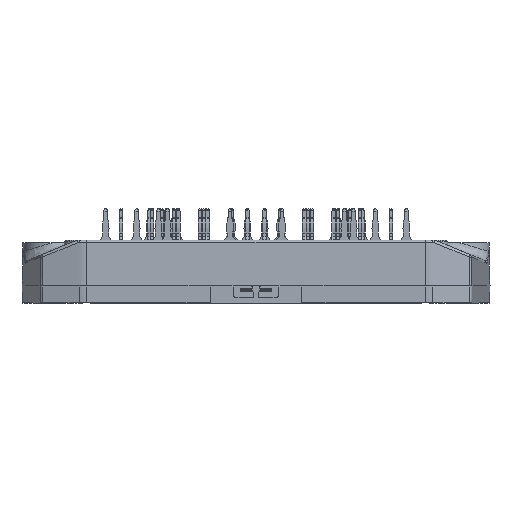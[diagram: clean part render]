
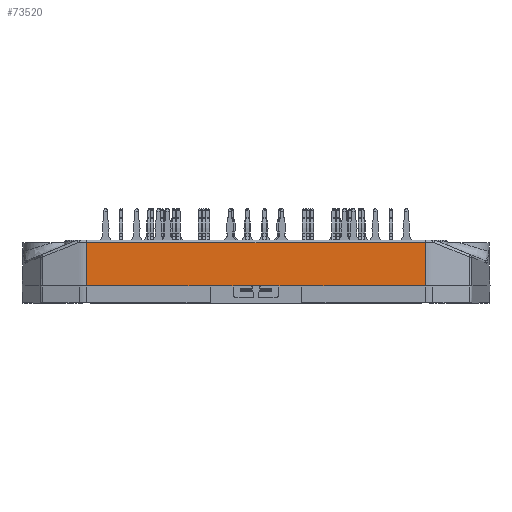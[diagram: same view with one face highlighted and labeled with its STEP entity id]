
A CAD part, front view. The second image highlights one B-rep face of the part: STEP entity #73520.
In plain terms, the highlighted planar face has unit normal (0, -1, 0.026).
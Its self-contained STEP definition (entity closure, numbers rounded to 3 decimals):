
#986=LINE('',#100235,#5681);
#990=LINE('',#100244,#5685);
#992=LINE('',#100249,#5687);
#993=LINE('',#100256,#5688);
#994=LINE('',#100267,#5689);
#995=LINE('',#100269,#5690);
#1080=LINE('',#101544,#5775);
#1084=LINE('',#101558,#5779);
#1088=LINE('',#101572,#5783);
#1091=LINE('',#101578,#5786);
#1101=LINE('',#101603,#5796);
#1102=LINE('',#101604,#5797);
#5681=VECTOR('',#83214,1000.);
#5685=VECTOR('',#83220,1000.);
#5687=VECTOR('',#83226,1000.);
#5688=VECTOR('',#83229,1000.);
#5689=VECTOR('',#83236,1000.);
#5690=VECTOR('',#83239,1000.);
#5775=VECTOR('',#83466,1000.);
#5779=VECTOR('',#83476,1000.);
#5783=VECTOR('',#83486,1000.);
#5786=VECTOR('',#83491,1000.);
#5796=VECTOR('',#83521,1000.);
#5797=VECTOR('',#83522,1000.);
#10133=PLANE('',#76824);
#16436=ORIENTED_EDGE('',*,*,#31622,.F.);
#16437=ORIENTED_EDGE('',*,*,#31621,.T.);
#16438=ORIENTED_EDGE('',*,*,#31802,.F.);
#16439=ORIENTED_EDGE('',*,*,#31617,.F.);
#16440=ORIENTED_EDGE('',*,*,#31615,.T.);
#16441=ORIENTED_EDGE('',*,*,#31612,.T.);
#16442=ORIENTED_EDGE('',*,*,#31786,.T.);
#16443=ORIENTED_EDGE('',*,*,#31803,.F.);
#16444=ORIENTED_EDGE('',*,*,#31779,.T.);
#16445=ORIENTED_EDGE('',*,*,#31789,.F.);
#16446=ORIENTED_EDGE('',*,*,#31772,.F.);
#16447=ORIENTED_EDGE('',*,*,#31608,.F.);
#31608=EDGE_CURVE('',#39481,#39482,#986,.T.);
#31612=EDGE_CURVE('',#39486,#39485,#990,.T.);
#31615=EDGE_CURVE('',#39487,#39486,#992,.T.);
#31617=EDGE_CURVE('',#39487,#39488,#993,.F.);
#31621=EDGE_CURVE('',#39489,#39490,#994,.F.);
#31622=EDGE_CURVE('',#39489,#39481,#995,.T.);
#31772=EDGE_CURVE('',#39482,#39574,#1080,.T.);
#31779=EDGE_CURVE('',#39581,#39580,#1084,.T.);
#31786=EDGE_CURVE('',#39485,#39587,#1088,.T.);
#31789=EDGE_CURVE('',#39574,#39580,#1091,.T.);
#31802=EDGE_CURVE('',#39488,#39490,#1101,.T.);
#31803=EDGE_CURVE('',#39581,#39587,#1102,.T.);
#39481=VERTEX_POINT('',#100234);
#39482=VERTEX_POINT('',#100236);
#39485=VERTEX_POINT('',#100243);
#39486=VERTEX_POINT('',#100245);
#39487=VERTEX_POINT('',#100250);
#39488=VERTEX_POINT('',#100257);
#39489=VERTEX_POINT('',#100264);
#39490=VERTEX_POINT('',#100266);
#39574=VERTEX_POINT('',#101545);
#39580=VERTEX_POINT('',#101557);
#39581=VERTEX_POINT('',#101559);
#39587=VERTEX_POINT('',#101571);
#45077=EDGE_LOOP('',(#16436,#16437,#16438,#16439,#16440,#16441,#16442,#16443,
#16444,#16445,#16446,#16447));
#48272=FACE_BOUND('',#45077,.T.);
#73520=ADVANCED_FACE('',(#48272),#10133,.T.);
#76824=AXIS2_PLACEMENT_3D('',#101602,#83519,#83520);
#83214=DIRECTION('',(-1.,0.,0.));
#83220=DIRECTION('',(1.,0.,0.));
#83226=DIRECTION('',(1.,0.,0.));
#83229=DIRECTION('',(-0.006,-0.026,-1.));
#83236=DIRECTION('',(0.006,-0.026,-1.));
#83239=DIRECTION('',(-1.,0.,0.));
#83466=DIRECTION('',(-1.,0.,0.));
#83476=DIRECTION('',(1.,0.,0.));
#83486=DIRECTION('',(1.,0.,0.));
#83491=DIRECTION('',(-1.,0.,0.));
#83519=DIRECTION('',(0.,-1.,0.026));
#83520=DIRECTION('',(0.,0.026,1.));
#83521=DIRECTION('',(1.,0.,0.));
#83522=DIRECTION('',(-1.,0.,0.));
#100234=CARTESIAN_POINT('',(29.513,-30.776,2.02));
#100235=CARTESIAN_POINT('',(17.961,-30.776,2.02));
#100236=CARTESIAN_POINT('',(8.,-30.776,2.02));
#100243=CARTESIAN_POINT('',(-8.,-30.776,2.02));
#100244=CARTESIAN_POINT('',(-17.961,-30.776,2.02));
#100245=CARTESIAN_POINT('',(-29.513,-30.776,2.02));
#100249=CARTESIAN_POINT('',(-17.961,-30.776,2.02));
#100250=CARTESIAN_POINT('',(-29.513,-30.776,2.02));
#100256=CARTESIAN_POINT('',(-29.512,-30.775,2.087));
#100257=CARTESIAN_POINT('',(-29.469,-30.58,9.533));
#100264=CARTESIAN_POINT('',(29.513,-30.776,2.02));
#100266=CARTESIAN_POINT('',(29.469,-30.58,9.533));
#100267=CARTESIAN_POINT('',(29.512,-30.775,2.087));
#100269=CARTESIAN_POINT('',(17.961,-30.776,2.02));
#101544=CARTESIAN_POINT('',(17.961,-30.776,2.02));
#101545=CARTESIAN_POINT('',(4.,-30.776,2.02));
#101557=CARTESIAN_POINT('',(0.827,-30.776,2.02));
#101558=CARTESIAN_POINT('',(-0.65,-30.776,2.02));
#101559=CARTESIAN_POINT('',(-0.827,-30.776,2.02));
#101571=CARTESIAN_POINT('',(-4.,-30.776,2.02));
#101572=CARTESIAN_POINT('',(-17.961,-30.776,2.02));
#101578=CARTESIAN_POINT('',(-17.961,-30.776,2.02));
#101602=CARTESIAN_POINT('',(17.961,-30.776,2.02));
#101603=CARTESIAN_POINT('',(27.533,-30.58,9.533));
#101604=CARTESIAN_POINT('',(-17.961,-30.776,2.02));
